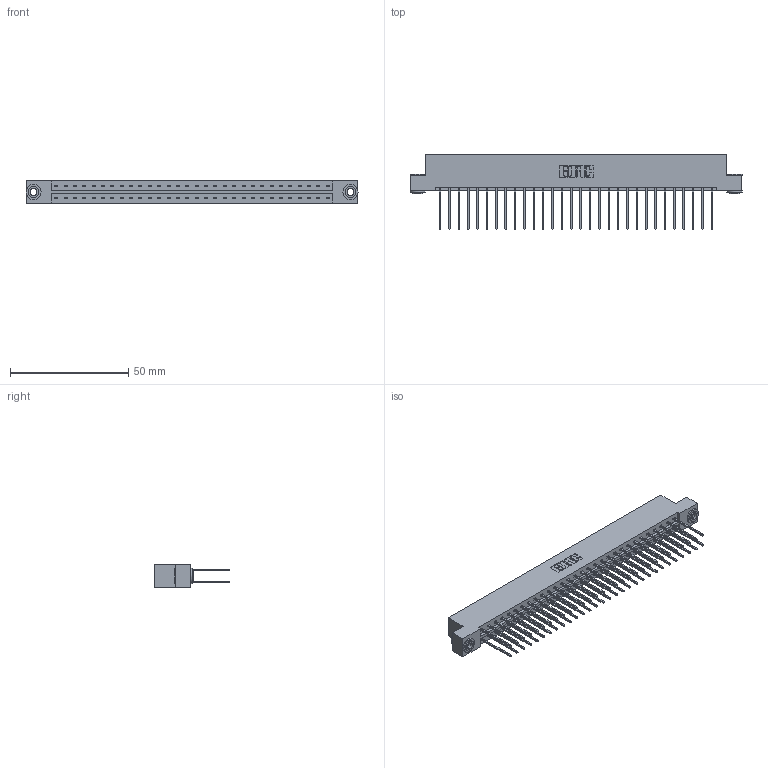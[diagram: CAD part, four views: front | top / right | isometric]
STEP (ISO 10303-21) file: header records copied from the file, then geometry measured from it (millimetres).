
FILE_DESCRIPTION (( 'STEP AP203' ), '1' );
FILE_NAME ('833-060-542-203.STEP', '2020-06-05T02:37:17', ( '' ), ( '' ), 'SwSTEP 2.0', 'SolidWorks 2020', '' );
FILE_SCHEMA (( 'CONFIG_CONTROL_DESIGN' ));
Length unit declared in the file: inch
Products named in the file (4): 345-250-002_345-250-002-102; 833 Part_Flush - .156 Dia - TH; 833-060-542-203; 345-292-001_345-293-142
Assembly tree (63 placements, depth 2):
  833-060-542-203
    833 Part_Flush - .156 Dia - TH
    345-292-001_345-293-142  x60
    345-250-002_345-250-002-102  x2
Bounding box: 140.41 x 31.63 x 9.4 mm (x, y, z)
Volume: 14522.1 mm3; surface area: 18644.5 mm2
Topology: 63 solids, 63 shells, 3272 faces, 9687 edges, 6374 vertices
Faces by surface type: plane 2240, cylinder 1024, cone 8
Entity records: 21520 total; most frequent: CARTESIAN_POINT 3557, ORIENTED_EDGE 3486, DIRECTION 3093, EDGE_CURVE 1743, VECTOR 1591, LINE 1591, VERTEX_POINT 1158, AXIS2_PLACEMENT_3D 751
